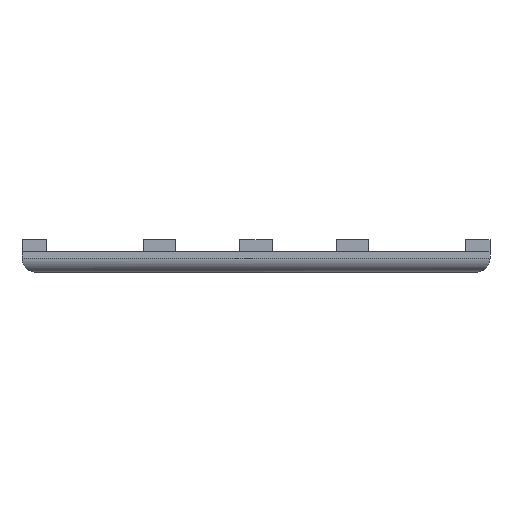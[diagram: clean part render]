
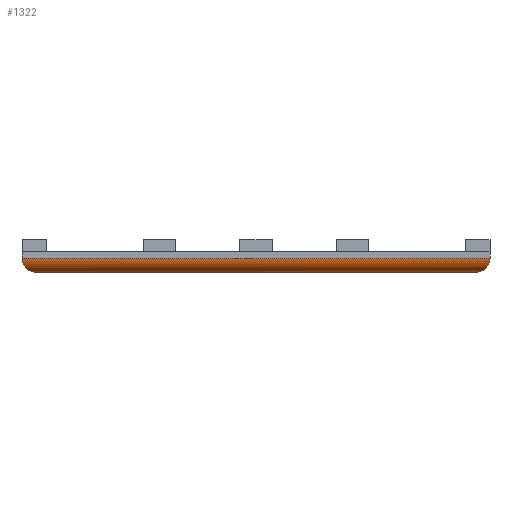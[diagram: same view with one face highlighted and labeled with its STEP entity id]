
A CAD part, front view. The second image highlights one B-rep face of the part: STEP entity #1322.
In plain terms, the highlighted cylindrical face has radius 3.5 mm (diameter 7 mm), a partial arc.
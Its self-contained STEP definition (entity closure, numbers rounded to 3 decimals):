
#121=FACE_OUTER_BOUND('',#198,.T.);
#198=EDGE_LOOP('',(#960,#961,#962,#963));
#295=ELLIPSE('',#1401,4.95,3.5);
#298=ELLIPSE('',#1406,4.95,3.5);
#312=LINE('',#1896,#476);
#313=LINE('',#1897,#477);
#476=VECTOR('',#1536,109.);
#477=VECTOR('',#1537,116.);
#635=VERTEX_POINT('',#1870);
#636=VERTEX_POINT('',#1872);
#641=VERTEX_POINT('',#1885);
#642=VERTEX_POINT('',#1887);
#760=EDGE_CURVE('',#635,#636,#295,.T.);
#767=EDGE_CURVE('',#641,#642,#298,.T.);
#772=EDGE_CURVE('',#635,#642,#312,.T.);
#773=EDGE_CURVE('',#641,#636,#313,.T.);
#960=ORIENTED_EDGE('',*,*,#772,.T.);
#961=ORIENTED_EDGE('',*,*,#767,.F.);
#962=ORIENTED_EDGE('',*,*,#773,.T.);
#963=ORIENTED_EDGE('',*,*,#760,.F.);
#1310=CYLINDRICAL_SURFACE('',#1409,3.5);
#1322=ADVANCED_FACE('',(#121),#1310,.T.);
#1401=AXIS2_PLACEMENT_3D('',#1873,#1511,#1512);
#1406=AXIS2_PLACEMENT_3D('',#1888,#1525,#1526);
#1409=AXIS2_PLACEMENT_3D('',#1895,#1534,#1535);
#1511=DIRECTION('center_axis',(-0.707,0.707,0.));
#1512=DIRECTION('ref_axis',(0.707,0.707,0.));
#1525=DIRECTION('center_axis',(0.707,0.707,0.));
#1526=DIRECTION('ref_axis',(-0.707,0.707,0.));
#1534=DIRECTION('center_axis',(1.,0.,0.));
#1535=DIRECTION('ref_axis',(0.,-0.707,-0.707));
#1536=DIRECTION('',(1.,0.,0.));
#1537=DIRECTION('',(-1.,0.,0.));
#1870=CARTESIAN_POINT('',(-38.,-13.,0.));
#1872=CARTESIAN_POINT('',(-41.5,-16.5,3.5));
#1873=CARTESIAN_POINT('Origin',(-38.,-13.,3.5));
#1885=CARTESIAN_POINT('',(74.5,-16.5,3.5));
#1887=CARTESIAN_POINT('',(71.,-13.,0.));
#1888=CARTESIAN_POINT('Origin',(71.,-13.,3.5));
#1895=CARTESIAN_POINT('Origin',(-10.887,-13.,3.5));
#1896=CARTESIAN_POINT('',(-10.887,-13.,0.));
#1897=CARTESIAN_POINT('',(-10.887,-16.5,3.5));
